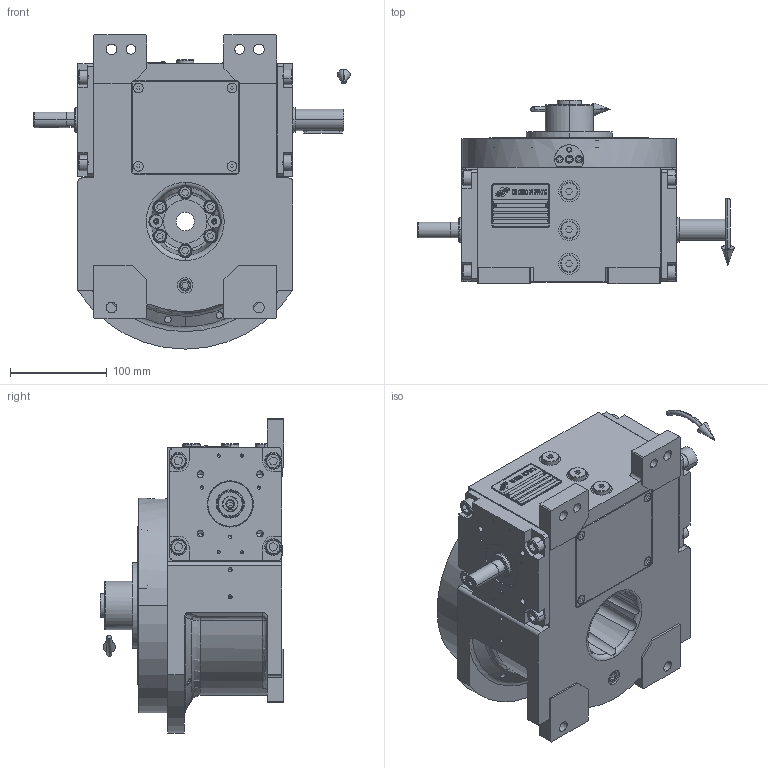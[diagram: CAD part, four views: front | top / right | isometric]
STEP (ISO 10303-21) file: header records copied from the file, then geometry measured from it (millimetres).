
FILE_DESCRIPTION (( 'STEP AP203' ), '1' );
FILE_NAME ('PC5201751.step', '2025-12-16T09:53:18', ( '' ), ( '' ), 'SwSTEP 2.0', 'SolidWorks 2020', '' );
FILE_SCHEMA (( 'CONFIG_CONTROL_DESIGN' ));
Length unit declared in the file: millimetre
Products named in the file (82): cfn2128_19_002; cfn2000_01_103; cfn2128_04_004; cfn2155_01_303; cfn2151_01_290; rig06_002_bc; RIG06_005_ASM.stp; AS_rig06_004; cfn2201_01_040; cfn2000_01_124; cfn2276_01_074; cfn2003_01_054; cfn2000_01_126; freccia_angolare; rig06_016; AS_rig06_004_s_001; AS_cfn2476_01_002_60x46; cfn2151_01_090; AS_rig06_002_bc; rig06_001_a_s_027; cfn2155_01_056; cfn2070_05_005; cfn2000_01_161; rig06_014; cfn2107_01_001; CFN2356_03_047.stp; cfn2077_01_018; cfn2115_02_165; cfn2158_01_010; rig06_071_12_m_asm.stp; cfn2205_01_013; CFN2000_01_185.stp; CFN2010_02_002.stp; AS_rig06_071_12_m; cfn2104_01_004; CFN2203_02_001.stp; cfn2104_01_016; 900_38_30_003; AS_900_38_30_003; cfn2151_01_109 ...
Assembly tree (73 placements, depth 5):
  cfn2151_01_290
  cfn2201_01_040
  cfn2276_01_074
  cfn2151_01_090
  CFN2356_03_047.stp
Bounding box: 327 x 190 x 325 mm (x, y, z)
Volume: 2389240.1 mm3; surface area: 764037.8 mm2
Topology: 64 solids, 64 shells, 2058 faces, 5094 edges, 3253 vertices
Faces by surface type: plane 1027, cylinder 669, cone 332, torus 18, bspline 6, sphere 6
Entity records: 70403 total; most frequent: CARTESIAN_POINT 15255, DIRECTION 9855, ORIENTED_EDGE 9424, EDGE_CURVE 4712, AXIS2_PLACEMENT_3D 3416, VERTEX_POINT 3072, VECTOR 3023, LINE 3023
